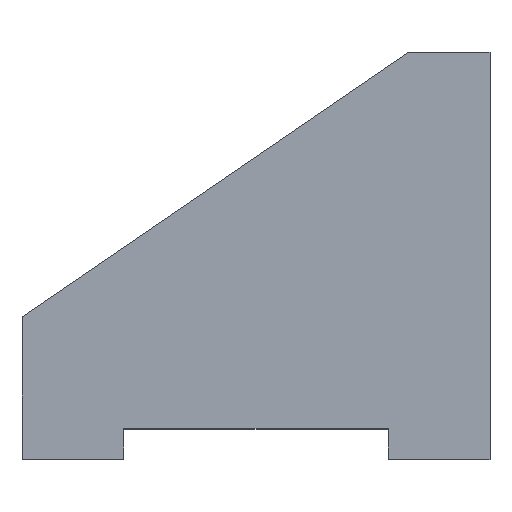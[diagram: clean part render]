
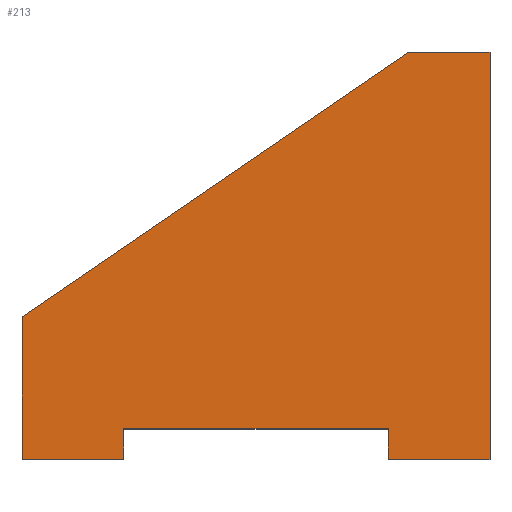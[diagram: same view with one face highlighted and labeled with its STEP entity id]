
A CAD part, top view. The second image highlights one B-rep face of the part: STEP entity #213.
In plain terms, the highlighted planar face has unit normal (0, 0, 1).
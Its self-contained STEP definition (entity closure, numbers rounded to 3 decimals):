
#27=FACE_OUTER_BOUND('',#38,.T.);
#38=EDGE_LOOP('',(#183,#184,#185,#186,#187,#188,#189,#190,#191));
#48=LINE('',#322,#75);
#51=LINE('',#327,#78);
#53=LINE('',#331,#80);
#55=LINE('',#335,#82);
#57=LINE('',#339,#84);
#59=LINE('',#343,#86);
#61=LINE('',#347,#88);
#63=LINE('',#351,#90);
#65=LINE('',#354,#92);
#75=VECTOR('',#263,10.);
#78=VECTOR('',#268,10.);
#80=VECTOR('',#272,10.);
#82=VECTOR('',#276,10.);
#84=VECTOR('',#280,10.);
#86=VECTOR('',#284,10.);
#88=VECTOR('',#288,10.);
#90=VECTOR('',#292,10.);
#92=VECTOR('',#296,10.);
#102=VERTEX_POINT('',#320);
#103=VERTEX_POINT('',#321);
#104=VERTEX_POINT('',#326);
#105=VERTEX_POINT('',#330);
#106=VERTEX_POINT('',#334);
#107=VERTEX_POINT('',#338);
#108=VERTEX_POINT('',#342);
#109=VERTEX_POINT('',#346);
#110=VERTEX_POINT('',#350);
#120=EDGE_CURVE('',#102,#103,#48,.T.);
#123=EDGE_CURVE('',#103,#104,#51,.T.);
#125=EDGE_CURVE('',#104,#105,#53,.T.);
#127=EDGE_CURVE('',#105,#106,#55,.T.);
#129=EDGE_CURVE('',#106,#107,#57,.T.);
#131=EDGE_CURVE('',#107,#108,#59,.T.);
#133=EDGE_CURVE('',#108,#109,#61,.T.);
#135=EDGE_CURVE('',#109,#110,#63,.T.);
#137=EDGE_CURVE('',#110,#102,#65,.T.);
#183=ORIENTED_EDGE('',*,*,#120,.F.);
#184=ORIENTED_EDGE('',*,*,#137,.F.);
#185=ORIENTED_EDGE('',*,*,#135,.F.);
#186=ORIENTED_EDGE('',*,*,#133,.F.);
#187=ORIENTED_EDGE('',*,*,#131,.F.);
#188=ORIENTED_EDGE('',*,*,#129,.F.);
#189=ORIENTED_EDGE('',*,*,#127,.F.);
#190=ORIENTED_EDGE('',*,*,#125,.F.);
#191=ORIENTED_EDGE('',*,*,#123,.F.);
#202=PLANE('',#247);
#213=ADVANCED_FACE('',(#27),#202,.T.);
#247=AXIS2_PLACEMENT_3D('',#355,#297,#298);
#263=DIRECTION('',(0.,1.,0.));
#268=DIRECTION('',(-1.,0.,0.));
#272=DIRECTION('',(0.,-1.,0.));
#276=DIRECTION('',(-1.,0.,0.));
#280=DIRECTION('',(0.,1.,0.));
#284=DIRECTION('',(0.825,0.565,0.));
#288=DIRECTION('',(1.,0.,0.));
#292=DIRECTION('',(0.,-1.,0.));
#296=DIRECTION('',(-1.,0.,0.));
#297=DIRECTION('center_axis',(0.,0.,1.));
#298=DIRECTION('ref_axis',(1.,0.,0.));
#320=CARTESIAN_POINT('',(6.5,0.,8.));
#321=CARTESIAN_POINT('',(6.5,1.5,8.));
#322=CARTESIAN_POINT('',(6.5,0.,8.));
#326=CARTESIAN_POINT('',(-6.5,1.5,8.));
#327=CARTESIAN_POINT('',(6.5,1.5,8.));
#330=CARTESIAN_POINT('',(-6.5,0.,8.));
#331=CARTESIAN_POINT('',(-6.5,1.5,8.));
#334=CARTESIAN_POINT('',(-11.5,0.,8.));
#335=CARTESIAN_POINT('',(-6.5,0.,8.));
#338=CARTESIAN_POINT('',(-11.5,7.,8.));
#339=CARTESIAN_POINT('',(-11.5,0.,8.));
#342=CARTESIAN_POINT('',(7.5,20.,8.));
#343=CARTESIAN_POINT('',(-11.5,7.,8.));
#346=CARTESIAN_POINT('',(11.5,20.,8.));
#347=CARTESIAN_POINT('',(7.5,20.,8.));
#350=CARTESIAN_POINT('',(11.5,0.,8.));
#351=CARTESIAN_POINT('',(11.5,20.,8.));
#354=CARTESIAN_POINT('',(11.5,0.,8.));
#355=CARTESIAN_POINT('Origin',(1.768,7.961,8.));
